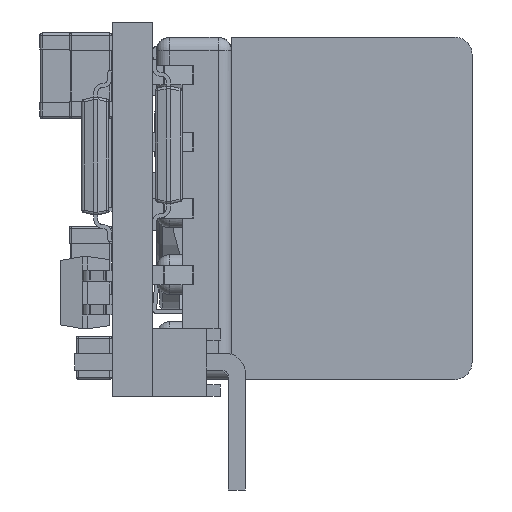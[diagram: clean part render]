
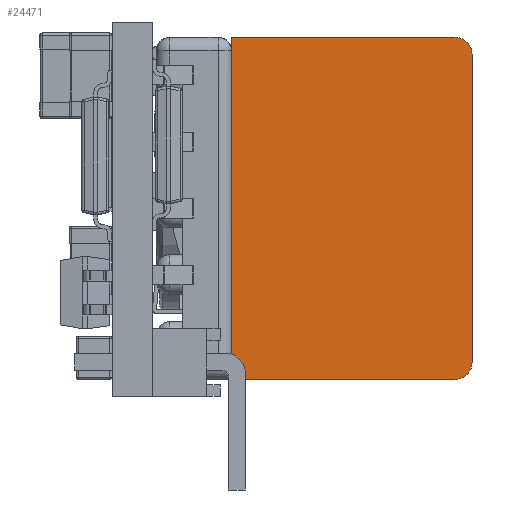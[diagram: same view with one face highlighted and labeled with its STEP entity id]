
A CAD part, left-side view. The second image highlights one B-rep face of the part: STEP entity #24471.
In plain terms, the highlighted face is planar.
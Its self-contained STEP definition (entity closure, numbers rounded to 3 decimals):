
#24251 = EDGE_CURVE('',#24252,#24254,#24256,.T.);
#24252 = VERTEX_POINT('',#24253);
#24253 = CARTESIAN_POINT('',(9.,6.4,0.));
#24254 = VERTEX_POINT('',#24255);
#24255 = CARTESIAN_POINT('',(0.64,6.4,0.));
#24256 = LINE('',#24257,#24258);
#24257 = CARTESIAN_POINT('',(0.,6.4,0.));
#24258 = VECTOR('',#24259,1.);
#24259 = DIRECTION('',(-1.,-0.,-0.));
#24302 = VERTEX_POINT('',#24303);
#24303 = CARTESIAN_POINT('',(0.,5.76,0.));
#24309 = EDGE_CURVE('',#24302,#24310,#24312,.T.);
#24310 = VERTEX_POINT('',#24311);
#24311 = CARTESIAN_POINT('',(0.,-5.76,0.));
#24312 = LINE('',#24313,#24314);
#24313 = CARTESIAN_POINT('',(0.,-6.4,0.));
#24314 = VECTOR('',#24315,1.);
#24315 = DIRECTION('',(-0.,-1.,-0.));
#24342 = VERTEX_POINT('',#24343);
#24343 = CARTESIAN_POINT('',(0.64,-6.4,0.));
#24349 = EDGE_CURVE('',#24342,#24350,#24352,.T.);
#24350 = VERTEX_POINT('',#24351);
#24351 = CARTESIAN_POINT('',(9.,-6.4,0.));
#24352 = LINE('',#24353,#24354);
#24353 = CARTESIAN_POINT('',(0.,-6.4,0.));
#24354 = VECTOR('',#24355,1.);
#24355 = DIRECTION('',(1.,0.,0.));
#24396 = EDGE_CURVE('',#24350,#24252,#24397,.T.);
#24397 = LINE('',#24398,#24399);
#24398 = CARTESIAN_POINT('',(9.,6.4,0.));
#24399 = VECTOR('',#24400,1.);
#24400 = DIRECTION('',(-0.,1.,-0.));
#24471 = ADVANCED_FACE('',(#24472),#24492,.T.);
#24472 = FACE_BOUND('',#24473,.T.);
#24473 = EDGE_LOOP('',(#24474,#24475,#24482,#24483,#24484,#24485));
#24474 = ORIENTED_EDGE('',*,*,#24309,.F.);
#24475 = ORIENTED_EDGE('',*,*,#24476,.T.);
#24476 = EDGE_CURVE('',#24302,#24254,#24477,.T.);
#24477 = CIRCLE('',#24478,0.64);
#24478 = AXIS2_PLACEMENT_3D('',#24479,#24480,#24481);
#24479 = CARTESIAN_POINT('',(0.64,5.76,0.));
#24480 = DIRECTION('',(0.,0.,-1.));
#24481 = DIRECTION('',(-1.,0.,0.));
#24482 = ORIENTED_EDGE('',*,*,#24251,.F.);
#24483 = ORIENTED_EDGE('',*,*,#24396,.F.);
#24484 = ORIENTED_EDGE('',*,*,#24349,.F.);
#24485 = ORIENTED_EDGE('',*,*,#24486,.T.);
#24486 = EDGE_CURVE('',#24342,#24310,#24487,.T.);
#24487 = CIRCLE('',#24488,0.64);
#24488 = AXIS2_PLACEMENT_3D('',#24489,#24490,#24491);
#24489 = CARTESIAN_POINT('',(0.64,-5.76,0.));
#24490 = DIRECTION('',(0.,0.,-1.));
#24491 = DIRECTION('',(-1.,0.,0.));
#24492 = PLANE('',#24493);
#24493 = AXIS2_PLACEMENT_3D('',#24494,#24495,#24496);
#24494 = CARTESIAN_POINT('',(9.,6.4,0.));
#24495 = DIRECTION('',(0.,0.,-1.));
#24496 = DIRECTION('',(-1.,0.,-0.));
